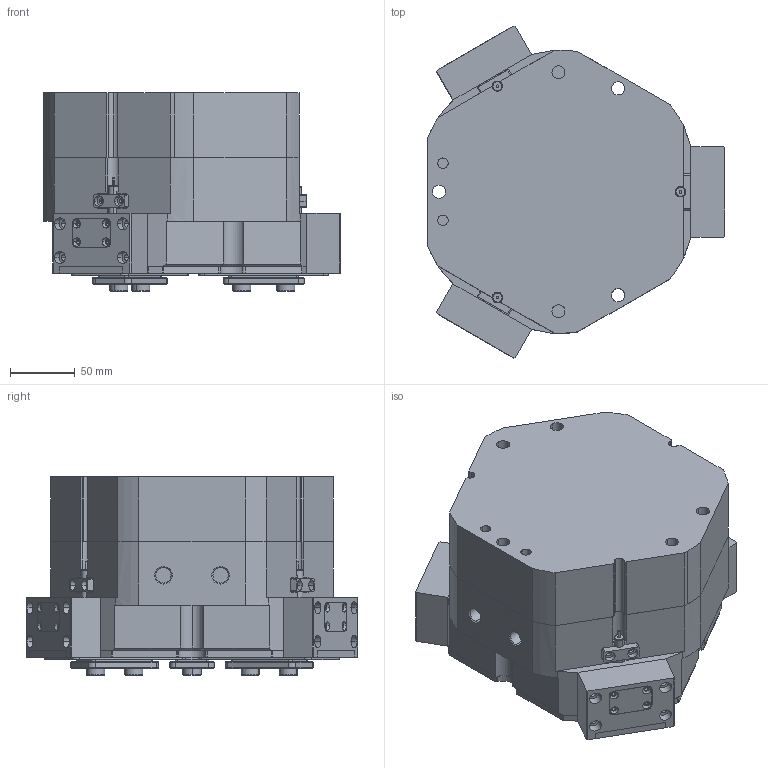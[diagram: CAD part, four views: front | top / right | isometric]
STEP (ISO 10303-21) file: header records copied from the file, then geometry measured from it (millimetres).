
FILE_DESCRIPTION (( 'STEP AP203' ), '1' );
FILE_NAME ('TZ160-218-P-NC.STEP', '2025-01-07T07:15:18', ( 'USER-' ), ( 'Microsoft' ), 'SwSTEP 2.0', 'SolidWorks 2018', '' );
FILE_SCHEMA (( 'CONFIG_CONTROL_DESIGN' ));
Length unit declared in the file: millimetre
Products named in the file (17): TZ160-218-M-01 褲极; TZ160-218-M-02 賑輸; M8-30諉輪羲壽; 35x18-R3; 潔擒18-M4羲壽揤极; 埴翐芛蹟佪_GB_FASTENER_SCREWS_HSHCS M2X8-N; TZ160-218-M-P; TZ160-218-P杅耀; TZ160-218-M-14 忒硌薊啣; 14x10-10隅弇杶; TZ160BS-1-03 菁窒晊扥裔-1; TZ160-218-M-11 奻葡裔啣; TZ160-218-M-12 耜猾极; TR300-15-1晚假蚾輸; TZ160-218-P-NC; TZ160-218-M-13 移动挡板(默认); TR115-240-M-15 侧封小盖(默认)
Assembly tree (48 placements, depth 4):
  TZ160-218-P-NC
    TZ160-218-M-P
      TZ160-218-P杅耀
        TZ160-218-M-01 褲极
        TZ160-218-M-02 賑輸  x3
        14x10-10隅弇杶  x12
        TR300-15-1晚假蚾輸  x3
        潔擒18-M4羲壽揤极  x3
        M8-30諉輪羲壽  x3
        TZ160-218-M-11 奻葡裔啣
        TZ160-218-M-12 耜猾极  x3
        TZ160-218-M-13 移动挡板(默认)  x3
        TZ160-218-M-14 忒硌薊啣  x3
        TR115-240-M-15 侧封小盖(默认)  x3
        35x18-R3
        埴翐芛蹟佪_GB_FASTENER_SCREWS_HSHCS M2X8-N  x6
    TZ160BS-1-03 菁窒晊扥裔-1
Bounding box: 229 x 255.7 x 153 mm (x, y, z)
Volume: 4636158.9 mm3; surface area: 510375.8 mm2
Topology: 46 solids, 84 shells, 2417 faces, 6043 edges, 3744 vertices
Faces by surface type: plane 983, cylinder 728, cone 539, bspline 155, torus 12
Entity records: 53319 total; most frequent: CARTESIAN_POINT 14212, ORIENTED_EDGE 7570, DIRECTION 7412, EDGE_CURVE 3785, AXIS2_PLACEMENT_3D 2535, VERTEX_POINT 2451, VECTOR 2342, LINE 2342
